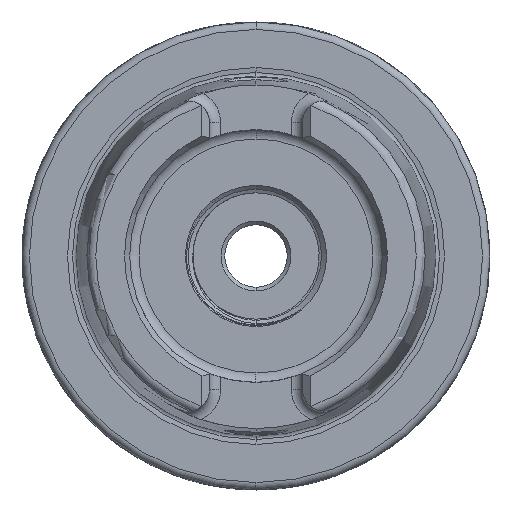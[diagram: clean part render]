
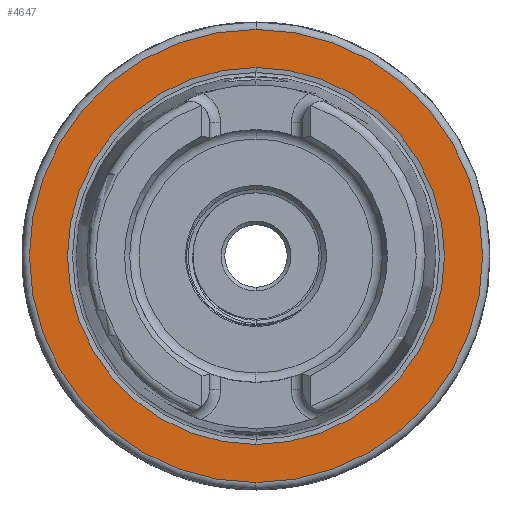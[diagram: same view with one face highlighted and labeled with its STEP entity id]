
A CAD part, left-side view. The second image highlights one B-rep face of the part: STEP entity #4647.
In plain terms, the highlighted planar face has unit normal (-1, 0, 0).
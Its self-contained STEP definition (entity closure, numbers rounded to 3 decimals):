
#2246 = AXIS2_PLACEMENT_3D ( 'NONE', #19845, #19846, #19847 ) ;
#2248 = FACE_OUTER_BOUND ( 'NONE', #9171, .T. ) ;
#3167 = CARTESIAN_POINT ( 'NONE',  ( 0., 0., 25.369 ) ) ;
#3191 = CARTESIAN_POINT ( 'NONE',  ( 0., 0., -25.369 ) ) ;
#3247 = CARTESIAN_POINT ( 'NONE',  ( 0., 0., 30.5 ) ) ;
#3260 = CARTESIAN_POINT ( 'NONE',  ( 0., 0., -30.5 ) ) ;
#3465 = AXIS2_PLACEMENT_3D ( 'NONE', #14358, #14359, #14360 ) ;
#4647 = ADVANCED_FACE ( 'NONE', ( #2248, #14169 ), #19844, .T. ) ;
#4922 = CIRCLE ( 'NONE', #16465, 30.5 ) ;
#4949 = CIRCLE ( 'NONE', #3465, 25.369 ) ;
#4976 = CIRCLE ( 'NONE', #7239, 30.5 ) ;
#4977 = CIRCLE ( 'NONE', #7242, 25.369 ) ;
#5576 = VERTEX_POINT ( 'NONE', #3167 ) ;
#5601 = VERTEX_POINT ( 'NONE', #3191 ) ;
#5677 = VERTEX_POINT ( 'NONE', #3247 ) ;
#5690 = VERTEX_POINT ( 'NONE', #3260 ) ;
#7239 = AXIS2_PLACEMENT_3D ( 'NONE', #11219, #11220, #11221 ) ;
#7242 = AXIS2_PLACEMENT_3D ( 'NONE', #11222, #11223, #11224 ) ;
#8264 = EDGE_CURVE ( 'NONE', #5677, #5690, #4922, .T. ) ;
#8325 = EDGE_CURVE ( 'NONE', #5576, #5601, #4949, .T. ) ;
#9171 = EDGE_LOOP ( 'NONE', ( #10863, #10864 ) ) ;
#9979 = EDGE_CURVE ( 'NONE', #5690, #5677, #4976, .T. ) ;
#9983 = EDGE_CURVE ( 'NONE', #5601, #5576, #4977, .T. ) ;
#10863 = ORIENTED_EDGE ( 'NONE', *, *, #8264, .T. ) ;
#10864 = ORIENTED_EDGE ( 'NONE', *, *, #9979, .T. ) ;
#10865 = ORIENTED_EDGE ( 'NONE', *, *, #9983, .T. ) ;
#10866 = ORIENTED_EDGE ( 'NONE', *, *, #8325, .T. ) ;
#11219 = CARTESIAN_POINT ( 'NONE',  ( 0., 0., 0. ) ) ;
#11220 = DIRECTION ( 'NONE',  ( -1., 0., 0. ) ) ;
#11221 = DIRECTION ( 'NONE',  ( 0., 0., 1. ) ) ;
#11222 = CARTESIAN_POINT ( 'NONE',  ( 0., 0., 0. ) ) ;
#11223 = DIRECTION ( 'NONE',  ( 1., 0., 0. ) ) ;
#11224 = DIRECTION ( 'NONE',  ( 0., 0., -1. ) ) ;
#14169 = FACE_BOUND ( 'NONE', #17489, .T. ) ;
#14358 = CARTESIAN_POINT ( 'NONE',  ( 0., 0., 0. ) ) ;
#14359 = DIRECTION ( 'NONE',  ( 1., 0., 0. ) ) ;
#14360 = DIRECTION ( 'NONE',  ( 0., 0., -1. ) ) ;
#15964 = CARTESIAN_POINT ( 'NONE',  ( 0., 0., 0. ) ) ;
#15965 = DIRECTION ( 'NONE',  ( -1., 0., 0. ) ) ;
#15966 = DIRECTION ( 'NONE',  ( 0., 0., 1. ) ) ;
#16465 = AXIS2_PLACEMENT_3D ( 'NONE', #15964, #15965, #15966 ) ;
#17489 = EDGE_LOOP ( 'NONE', ( #10866, #10865 ) ) ;
#19844 = PLANE ( 'NONE',  #2246 ) ;
#19845 = CARTESIAN_POINT ( 'NONE',  ( 0., 25.369, 0. ) ) ;
#19846 = DIRECTION ( 'NONE',  ( -1., 0., 0. ) ) ;
#19847 = DIRECTION ( 'NONE',  ( 0., 0., 1. ) ) ;
